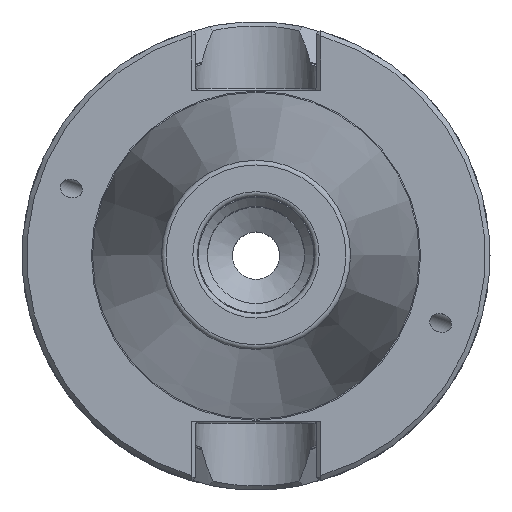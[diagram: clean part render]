
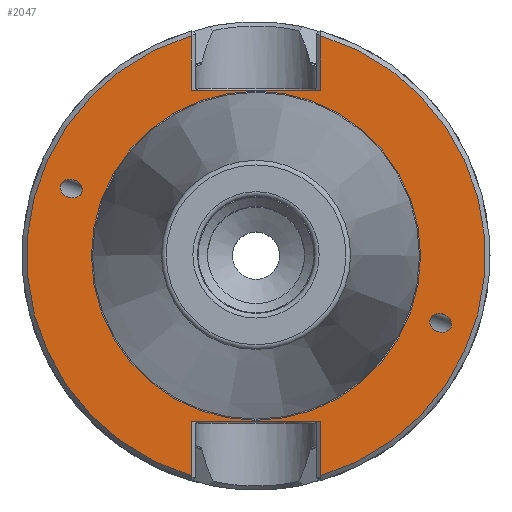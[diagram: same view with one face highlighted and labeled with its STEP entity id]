
A CAD part, top view. The second image highlights one B-rep face of the part: STEP entity #2047.
In plain terms, the highlighted planar face has unit normal (0, 0, 1).
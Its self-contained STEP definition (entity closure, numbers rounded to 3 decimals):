
#38=LINE('',#2828,#92);
#39=LINE('',#2830,#93);
#40=LINE('',#2832,#94);
#41=LINE('',#2836,#95);
#42=LINE('',#2838,#96);
#43=LINE('',#2840,#97);
#92=VECTOR('',#2350,1000.);
#93=VECTOR('',#2351,1000.);
#94=VECTOR('',#2352,1000.);
#95=VECTOR('',#2355,1000.);
#96=VECTOR('',#2356,1000.);
#97=VECTOR('',#2357,1000.);
#146=ELLIPSE('',#2157,2.381,1.95);
#147=ELLIPSE('',#2160,2.381,1.95);
#182=CIRCLE('',#2158,49.);
#183=CIRCLE('',#2159,49.);
#184=CIRCLE('',#2161,35.164);
#250=PLANE('',#2156);
#287=ORIENTED_EDGE('',*,*,#649,.F.);
#288=ORIENTED_EDGE('',*,*,#650,.T.);
#289=ORIENTED_EDGE('',*,*,#651,.T.);
#290=ORIENTED_EDGE('',*,*,#652,.T.);
#291=ORIENTED_EDGE('',*,*,#653,.T.);
#292=ORIENTED_EDGE('',*,*,#654,.T.);
#293=ORIENTED_EDGE('',*,*,#655,.T.);
#294=ORIENTED_EDGE('',*,*,#656,.T.);
#295=ORIENTED_EDGE('',*,*,#657,.T.);
#296=ORIENTED_EDGE('',*,*,#658,.F.);
#297=ORIENTED_EDGE('',*,*,#659,.F.);
#649=EDGE_CURVE('',#830,#830,#146,.T.);
#650=EDGE_CURVE('',#831,#832,#182,.T.);
#651=EDGE_CURVE('',#832,#833,#38,.T.);
#652=EDGE_CURVE('',#833,#834,#39,.T.);
#653=EDGE_CURVE('',#834,#835,#40,.T.);
#654=EDGE_CURVE('',#835,#836,#183,.T.);
#655=EDGE_CURVE('',#836,#837,#41,.T.);
#656=EDGE_CURVE('',#837,#838,#42,.T.);
#657=EDGE_CURVE('',#838,#831,#43,.T.);
#658=EDGE_CURVE('',#839,#839,#147,.T.);
#659=EDGE_CURVE('',#840,#840,#184,.T.);
#830=VERTEX_POINT('',#2824);
#831=VERTEX_POINT('',#2826);
#832=VERTEX_POINT('',#2827);
#833=VERTEX_POINT('',#2829);
#834=VERTEX_POINT('',#2831);
#835=VERTEX_POINT('',#2833);
#836=VERTEX_POINT('',#2835);
#837=VERTEX_POINT('',#2837);
#838=VERTEX_POINT('',#2839);
#839=VERTEX_POINT('',#2842);
#840=VERTEX_POINT('',#2844);
#1015=EDGE_LOOP('',(#287));
#1016=EDGE_LOOP('',(#288,#289,#290,#291,#292,#293,#294,#295));
#1017=EDGE_LOOP('',(#296));
#1018=EDGE_LOOP('',(#297));
#1173=FACE_BOUND('',#1015,.T.);
#1174=FACE_BOUND('',#1016,.T.);
#1175=FACE_BOUND('',#1017,.T.);
#1176=FACE_BOUND('',#1018,.T.);
#2047=ADVANCED_FACE('',(#1173,#1174,#1175,#1176),#250,.T.);
#2156=AXIS2_PLACEMENT_3D('',#2822,#2344,#2345);
#2157=AXIS2_PLACEMENT_3D('',#2823,#2346,#2347);
#2158=AXIS2_PLACEMENT_3D('',#2825,#2348,#2349);
#2159=AXIS2_PLACEMENT_3D('',#2834,#2353,#2354);
#2160=AXIS2_PLACEMENT_3D('',#2841,#2358,#2359);
#2161=AXIS2_PLACEMENT_3D('',#2843,#2360,#2361);
#2344=DIRECTION('',(0.,0.,1.));
#2345=DIRECTION('',(1.,0.,0.));
#2346=DIRECTION('',(0.,0.,1.));
#2347=DIRECTION('',(0.94,-0.342,0.));
#2348=DIRECTION('',(0.,0.,1.));
#2349=DIRECTION('',(1.,0.,0.));
#2350=DIRECTION('',(0.,1.,0.));
#2351=DIRECTION('',(1.,0.,0.));
#2352=DIRECTION('',(0.,-1.,0.));
#2353=DIRECTION('',(0.,0.,1.));
#2354=DIRECTION('',(1.,0.,0.));
#2355=DIRECTION('',(0.,-1.,0.));
#2356=DIRECTION('',(-1.,0.,0.));
#2357=DIRECTION('',(0.,1.,0.));
#2358=DIRECTION('',(0.,0.,1.));
#2359=DIRECTION('',(-0.94,0.342,0.));
#2360=DIRECTION('',(0.,0.,1.));
#2361=DIRECTION('',(1.,0.,0.));
#2822=CARTESIAN_POINT('',(35.164,0.,-3.));
#2823=CARTESIAN_POINT('',(-39.467,14.365,-3.));
#2824=CARTESIAN_POINT('',(-37.23,13.551,-3.));
#2825=CARTESIAN_POINT('',(0.,0.,-3.));
#2826=CARTESIAN_POINT('',(-13.85,47.002,-3.));
#2827=CARTESIAN_POINT('',(-13.85,-47.002,-3.));
#2828=CARTESIAN_POINT('',(-13.85,0.,-3.));
#2829=CARTESIAN_POINT('',(-13.85,-35.35,-3.));
#2830=CARTESIAN_POINT('',(35.164,-35.35,-3.));
#2831=CARTESIAN_POINT('',(13.85,-35.35,-3.));
#2832=CARTESIAN_POINT('',(13.85,0.,-3.));
#2833=CARTESIAN_POINT('',(13.85,-47.002,-3.));
#2834=CARTESIAN_POINT('',(0.,0.,-3.));
#2835=CARTESIAN_POINT('',(13.85,47.002,-3.));
#2836=CARTESIAN_POINT('',(13.85,0.,-3.));
#2837=CARTESIAN_POINT('',(13.85,35.35,-3.));
#2838=CARTESIAN_POINT('',(35.164,35.35,-3.));
#2839=CARTESIAN_POINT('',(-13.85,35.35,-3.));
#2840=CARTESIAN_POINT('',(-13.85,0.,-3.));
#2841=CARTESIAN_POINT('',(39.467,-14.365,-3.));
#2842=CARTESIAN_POINT('',(37.23,-13.551,-3.));
#2843=CARTESIAN_POINT('',(0.,0.,-3.));
#2844=CARTESIAN_POINT('',(35.164,0.,-3.));
